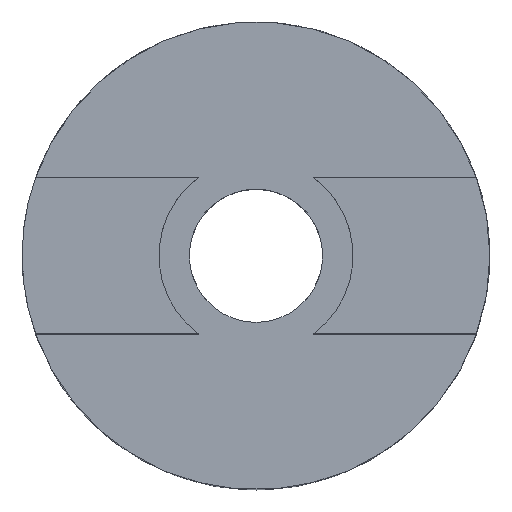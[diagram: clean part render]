
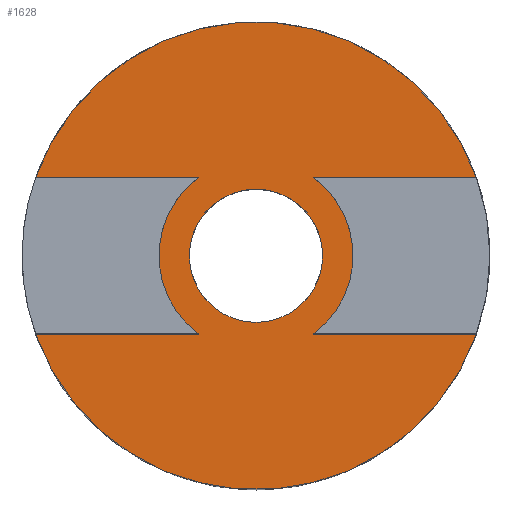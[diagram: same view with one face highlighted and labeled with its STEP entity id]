
A CAD part, top view. The second image highlights one B-rep face of the part: STEP entity #1628.
In plain terms, the highlighted planar face has unit normal (0, 0, 1).
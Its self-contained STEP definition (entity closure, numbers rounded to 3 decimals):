
#20=FACE_BOUND('',#245,.T.);
#51=PLANE('',#1742);
#63=CIRCLE('',#1707,10.);
#71=CIRCLE('',#1715,10.);
#76=CIRCLE('',#1729,2.85);
#79=CIRCLE('',#1736,4.15);
#81=CIRCLE('',#1741,4.15);
#153=FACE_OUTER_BOUND('',#244,.T.);
#244=EDGE_LOOP('',(#1373,#1374,#1375,#1376,#1377,#1378,#1379,#1380));
#245=EDGE_LOOP('',(#1381));
#467=LINE('',#4791,#543);
#471=LINE('',#4798,#547);
#474=LINE('',#4807,#550);
#477=LINE('',#4813,#553);
#543=VECTOR('',#1950,10.);
#547=VECTOR('',#1956,10.);
#550=VECTOR('',#1967,10.);
#553=VECTOR('',#1972,10.);
#668=VERTEX_POINT('',#4701);
#671=VERTEX_POINT('',#4706);
#672=VERTEX_POINT('',#4708);
#685=VERTEX_POINT('',#4735);
#695=VERTEX_POINT('',#4782);
#697=VERTEX_POINT('',#4790);
#699=VERTEX_POINT('',#4796);
#701=VERTEX_POINT('',#4802);
#703=VERTEX_POINT('',#4811);
#887=EDGE_CURVE('',#671,#672,#63,.T.);
#902=EDGE_CURVE('',#685,#668,#71,.T.);
#921=EDGE_CURVE('',#695,#695,#76,.T.);
#925=EDGE_CURVE('',#668,#697,#467,.T.);
#929=EDGE_CURVE('',#699,#685,#471,.T.);
#932=EDGE_CURVE('',#701,#699,#79,.T.);
#934=EDGE_CURVE('',#672,#701,#474,.T.);
#937=EDGE_CURVE('',#703,#671,#477,.T.);
#939=EDGE_CURVE('',#697,#703,#81,.T.);
#1373=ORIENTED_EDGE('',*,*,#939,.F.);
#1374=ORIENTED_EDGE('',*,*,#925,.F.);
#1375=ORIENTED_EDGE('',*,*,#902,.F.);
#1376=ORIENTED_EDGE('',*,*,#929,.F.);
#1377=ORIENTED_EDGE('',*,*,#932,.F.);
#1378=ORIENTED_EDGE('',*,*,#934,.F.);
#1379=ORIENTED_EDGE('',*,*,#887,.F.);
#1380=ORIENTED_EDGE('',*,*,#937,.F.);
#1381=ORIENTED_EDGE('',*,*,#921,.F.);
#1628=ADVANCED_FACE('',(#153,#20),#51,.T.);
#1707=AXIS2_PLACEMENT_3D('',#4709,#1877,#1878);
#1715=AXIS2_PLACEMENT_3D('',#4737,#1900,#1901);
#1729=AXIS2_PLACEMENT_3D('',#4783,#1940,#1941);
#1736=AXIS2_PLACEMENT_3D('',#4804,#1962,#1963);
#1741=AXIS2_PLACEMENT_3D('',#4816,#1977,#1978);
#1742=AXIS2_PLACEMENT_3D('',#4817,#1979,#1980);
#1877=DIRECTION('center_axis',(0.,0.,-1.));
#1878=DIRECTION('ref_axis',(1.,0.,0.));
#1900=DIRECTION('center_axis',(0.,0.,-1.));
#1901=DIRECTION('ref_axis',(1.,0.,0.));
#1940=DIRECTION('center_axis',(0.,0.,1.));
#1941=DIRECTION('ref_axis',(1.,0.,0.));
#1950=DIRECTION('',(-1.,0.,0.));
#1956=DIRECTION('',(-1.,0.,0.));
#1962=DIRECTION('center_axis',(0.,0.,-1.));
#1963=DIRECTION('ref_axis',(-1.,0.,0.));
#1967=DIRECTION('',(1.,0.,0.));
#1972=DIRECTION('',(1.,0.,0.));
#1977=DIRECTION('center_axis',(0.,0.,-1.));
#1978=DIRECTION('ref_axis',(-1.,0.,0.));
#1979=DIRECTION('center_axis',(0.,0.,1.));
#1980=DIRECTION('ref_axis',(-1.,0.,0.));
#4701=CARTESIAN_POINT('',(9.422,3.35,7.9));
#4706=CARTESIAN_POINT('',(9.422,-3.35,7.9));
#4708=CARTESIAN_POINT('',(-9.422,-3.35,7.9));
#4709=CARTESIAN_POINT('Origin',(0.,0.,7.9));
#4735=CARTESIAN_POINT('',(-9.422,3.35,7.9));
#4737=CARTESIAN_POINT('Origin',(0.,0.,7.9));
#4782=CARTESIAN_POINT('',(-2.85,0.,7.9));
#4783=CARTESIAN_POINT('Origin',(0.,0.,7.9));
#4790=CARTESIAN_POINT('',(2.449,3.35,7.9));
#4791=CARTESIAN_POINT('',(0.,3.35,7.9));
#4796=CARTESIAN_POINT('',(-2.449,3.35,7.9));
#4798=CARTESIAN_POINT('',(0.,3.35,7.9));
#4802=CARTESIAN_POINT('',(-2.449,-3.35,7.9));
#4804=CARTESIAN_POINT('Origin',(0.,0.,7.9));
#4807=CARTESIAN_POINT('',(0.,-3.35,7.9));
#4811=CARTESIAN_POINT('',(2.449,-3.35,7.9));
#4813=CARTESIAN_POINT('',(0.,-3.35,7.9));
#4816=CARTESIAN_POINT('Origin',(0.,0.,7.9));
#4817=CARTESIAN_POINT('Origin',(0.,0.,7.9));
